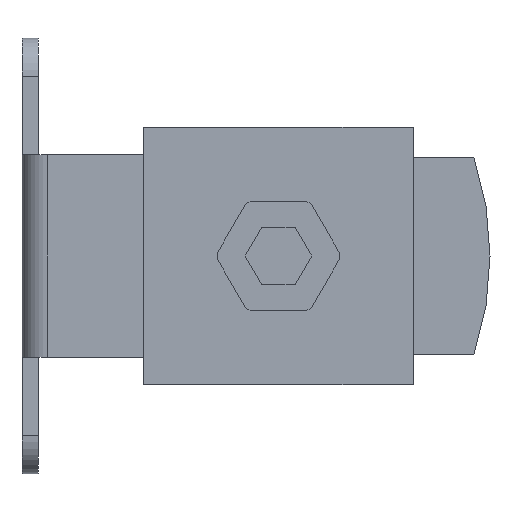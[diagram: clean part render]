
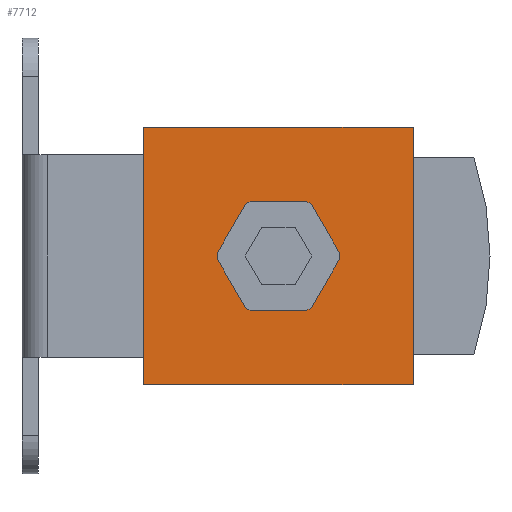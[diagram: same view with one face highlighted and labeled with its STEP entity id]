
A CAD part, front view. The second image highlights one B-rep face of the part: STEP entity #7712.
In plain terms, the highlighted planar face has unit normal (0, -1, 0).
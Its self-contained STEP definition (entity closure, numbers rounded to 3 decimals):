
#129=PLANE('',#8110);
#344=LINE('',#10232,#996);
#450=LINE('',#10454,#1102);
#465=LINE('',#10492,#1117);
#509=LINE('',#10611,#1161);
#622=LINE('',#10903,#1274);
#623=LINE('',#10906,#1275);
#624=LINE('',#10908,#1276);
#625=LINE('',#10910,#1277);
#626=LINE('',#10912,#1278);
#627=LINE('',#10914,#1279);
#628=LINE('',#10916,#1280);
#629=LINE('',#10918,#1281);
#630=LINE('',#10920,#1282);
#631=LINE('',#10922,#1283);
#632=LINE('',#10924,#1284);
#633=LINE('',#10926,#1285);
#996=VECTOR('',#8537,1000.);
#1102=VECTOR('',#8709,1000.);
#1117=VECTOR('',#8738,1000.);
#1161=VECTOR('',#8830,1000.);
#1274=VECTOR('',#9051,1000.);
#1275=VECTOR('',#9052,1000.);
#1276=VECTOR('',#9053,1000.);
#1277=VECTOR('',#9054,1000.);
#1278=VECTOR('',#9055,1000.);
#1279=VECTOR('',#9056,1000.);
#1280=VECTOR('',#9057,1000.);
#1281=VECTOR('',#9058,1000.);
#1282=VECTOR('',#9059,1000.);
#1283=VECTOR('',#9060,1000.);
#1284=VECTOR('',#9061,1000.);
#1285=VECTOR('',#9062,1000.);
#2162=ORIENTED_EDGE('',*,*,#3390,.F.);
#2163=ORIENTED_EDGE('',*,*,#3504,.F.);
#2164=ORIENTED_EDGE('',*,*,#3583,.F.);
#2165=ORIENTED_EDGE('',*,*,#3524,.F.);
#2166=ORIENTED_EDGE('',*,*,#3730,.F.);
#2167=ORIENTED_EDGE('',*,*,#3731,.F.);
#2168=ORIENTED_EDGE('',*,*,#3732,.F.);
#2169=ORIENTED_EDGE('',*,*,#3733,.F.);
#2170=ORIENTED_EDGE('',*,*,#3734,.F.);
#2171=ORIENTED_EDGE('',*,*,#3735,.F.);
#2172=ORIENTED_EDGE('',*,*,#3736,.F.);
#2173=ORIENTED_EDGE('',*,*,#3737,.F.);
#2174=ORIENTED_EDGE('',*,*,#3738,.F.);
#2175=ORIENTED_EDGE('',*,*,#3739,.F.);
#2176=ORIENTED_EDGE('',*,*,#3740,.F.);
#2177=ORIENTED_EDGE('',*,*,#3741,.F.);
#3390=EDGE_CURVE('',#4235,#4236,#344,.T.);
#3504=EDGE_CURVE('',#4318,#4235,#450,.T.);
#3524=EDGE_CURVE('',#4236,#4335,#465,.T.);
#3583=EDGE_CURVE('',#4335,#4318,#509,.T.);
#3730=EDGE_CURVE('',#4511,#4512,#622,.T.);
#3731=EDGE_CURVE('',#4513,#4511,#623,.T.);
#3732=EDGE_CURVE('',#4514,#4513,#624,.T.);
#3733=EDGE_CURVE('',#4515,#4514,#625,.T.);
#3734=EDGE_CURVE('',#4516,#4515,#626,.T.);
#3735=EDGE_CURVE('',#4517,#4516,#627,.T.);
#3736=EDGE_CURVE('',#4518,#4517,#628,.T.);
#3737=EDGE_CURVE('',#4519,#4518,#629,.T.);
#3738=EDGE_CURVE('',#4520,#4519,#630,.T.);
#3739=EDGE_CURVE('',#4521,#4520,#631,.T.);
#3740=EDGE_CURVE('',#4522,#4521,#632,.T.);
#3741=EDGE_CURVE('',#4512,#4522,#633,.T.);
#4235=VERTEX_POINT('',#10231);
#4236=VERTEX_POINT('',#10233);
#4318=VERTEX_POINT('',#10453);
#4335=VERTEX_POINT('',#10493);
#4511=VERTEX_POINT('',#10904);
#4512=VERTEX_POINT('',#10905);
#4513=VERTEX_POINT('',#10907);
#4514=VERTEX_POINT('',#10909);
#4515=VERTEX_POINT('',#10911);
#4516=VERTEX_POINT('',#10913);
#4517=VERTEX_POINT('',#10915);
#4518=VERTEX_POINT('',#10917);
#4519=VERTEX_POINT('',#10919);
#4520=VERTEX_POINT('',#10921);
#4521=VERTEX_POINT('',#10923);
#4522=VERTEX_POINT('',#10925);
#4976=EDGE_LOOP('',(#2162,#2163,#2164,#2165));
#4977=EDGE_LOOP('',(#2166,#2167,#2168,#2169,#2170,#2171,#2172,#2173,#2174,
#2175,#2176,#2177));
#5335=FACE_BOUND('',#4976,.T.);
#5336=FACE_BOUND('',#4977,.T.);
#7712=ADVANCED_FACE('',(#5335,#5336),#129,.F.);
#8110=AXIS2_PLACEMENT_3D('',#10902,#9049,#9050);
#8537=DIRECTION('',(0.,0.,1.));
#8709=DIRECTION('',(-1.,0.,0.));
#8738=DIRECTION('',(1.,0.,0.));
#8830=DIRECTION('',(0.,0.,-1.));
#9049=DIRECTION('',(0.,1.,0.));
#9050=DIRECTION('',(0.,0.,1.));
#9051=DIRECTION('',(0.,0.,-1.));
#9052=DIRECTION('',(-0.5,0.,-0.866));
#9053=DIRECTION('',(-0.866,0.,-0.5));
#9054=DIRECTION('',(-1.,0.,0.));
#9055=DIRECTION('',(-0.866,0.,0.5));
#9056=DIRECTION('',(-0.5,0.,0.866));
#9057=DIRECTION('',(0.,0.,1.));
#9058=DIRECTION('',(0.5,0.,0.866));
#9059=DIRECTION('',(0.866,0.,0.5));
#9060=DIRECTION('',(1.,0.,0.));
#9061=DIRECTION('',(0.866,0.,-0.5));
#9062=DIRECTION('',(0.5,0.,-0.866));
#10231=CARTESIAN_POINT('',(-21.,-31.5,-20.1));
#10232=CARTESIAN_POINT('',(-21.,-31.5,-20.1));
#10233=CARTESIAN_POINT('',(-21.,-31.5,20.1));
#10453=CARTESIAN_POINT('',(21.,-31.5,-20.1));
#10454=CARTESIAN_POINT('',(21.,-31.5,-20.1));
#10492=CARTESIAN_POINT('',(-21.,-31.5,20.1));
#10493=CARTESIAN_POINT('',(21.,-31.5,20.1));
#10611=CARTESIAN_POINT('',(21.,-31.5,20.1));
#10902=CARTESIAN_POINT('',(0.,-31.5,0.));
#10903=CARTESIAN_POINT('',(-9.565,-31.5,0.));
#10904=CARTESIAN_POINT('',(-9.565,-31.5,0.433));
#10905=CARTESIAN_POINT('',(-9.565,-31.5,-0.433));
#10906=CARTESIAN_POINT('',(-7.361,-31.5,4.25));
#10907=CARTESIAN_POINT('',(-5.157,-31.5,8.067));
#10908=CARTESIAN_POINT('',(-4.782,-31.5,8.283));
#10909=CARTESIAN_POINT('',(-4.407,-31.5,8.5));
#10910=CARTESIAN_POINT('',(0.,-31.5,8.5));
#10911=CARTESIAN_POINT('',(4.407,-31.5,8.5));
#10912=CARTESIAN_POINT('',(4.782,-31.5,8.283));
#10913=CARTESIAN_POINT('',(5.157,-31.5,8.067));
#10914=CARTESIAN_POINT('',(7.361,-31.5,4.25));
#10915=CARTESIAN_POINT('',(9.565,-31.5,0.433));
#10916=CARTESIAN_POINT('',(9.565,-31.5,0.));
#10917=CARTESIAN_POINT('',(9.565,-31.5,-0.433));
#10918=CARTESIAN_POINT('',(7.361,-31.5,-4.25));
#10919=CARTESIAN_POINT('',(5.157,-31.5,-8.067));
#10920=CARTESIAN_POINT('',(4.782,-31.5,-8.283));
#10921=CARTESIAN_POINT('',(4.407,-31.5,-8.5));
#10922=CARTESIAN_POINT('',(0.,-31.5,-8.5));
#10923=CARTESIAN_POINT('',(-4.407,-31.5,-8.5));
#10924=CARTESIAN_POINT('',(-4.782,-31.5,-8.283));
#10925=CARTESIAN_POINT('',(-5.157,-31.5,-8.067));
#10926=CARTESIAN_POINT('',(-7.361,-31.5,-4.25));
